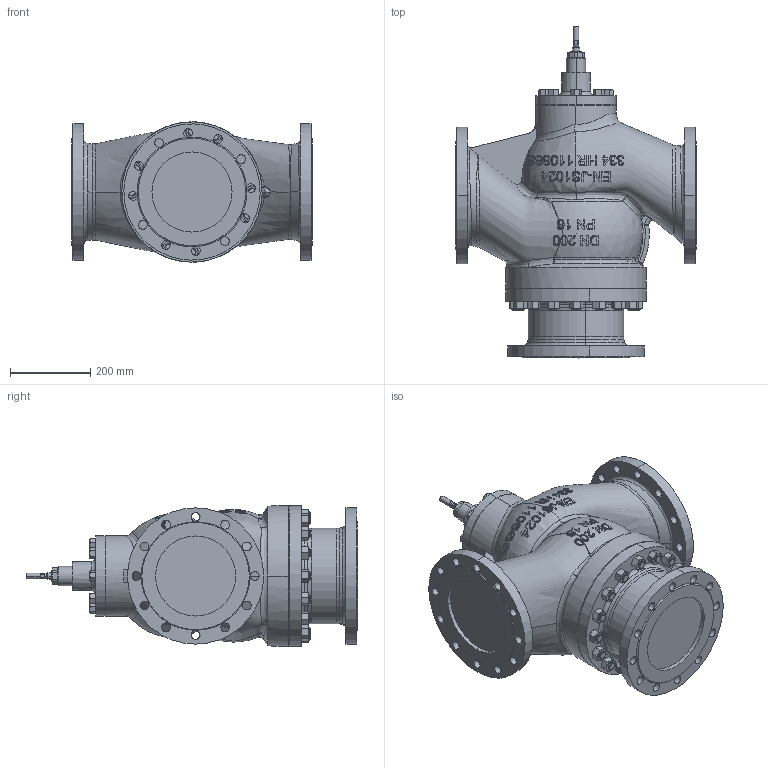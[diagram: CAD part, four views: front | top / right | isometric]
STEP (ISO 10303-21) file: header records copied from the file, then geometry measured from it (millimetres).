
FILE_DESCRIPTION (( 'STEP AP214' ), '1' );
FILE_NAME ('BR325 DN200 XXX PN16 for MC_STEP (Defeature).STEP', '2015-03-03T08:48:37', ( 'tdietz' ), ( '' ), 'SwSTEP 2.0', 'SolidWorks 2014', '' );
FILE_SCHEMA (( 'AUTOMOTIVE_DESIGN' ));
Length unit declared in the file: millimetre
Products named in the file (1): BR325 DN200 XXX PN16 for MC_STEP (Defeature)
Bounding box: 600 x 828 x 350 mm (x, y, z)
Volume: 59665197.9 mm3; surface area: 1567770.7 mm2
Topology: 1 solids, 1 shells, 1339 faces, 3311 edges, 2068 vertices
Faces by surface type: plane 396, cone 358, bspline 302, cylinder 213, torus 47, sphere 23
Entity records: 295824 total; most frequent: CARTESIAN_POINT 259580, ORIENTED_EDGE 6602, DIRECTION 5020, EDGE_CURVE 3301, AXIS2_PLACEMENT_3D 2110, VERTEX_POINT 2064, EDGE_LOOP 1559, B_SPLINE_CURVE_WITH_KNOTS 1427
